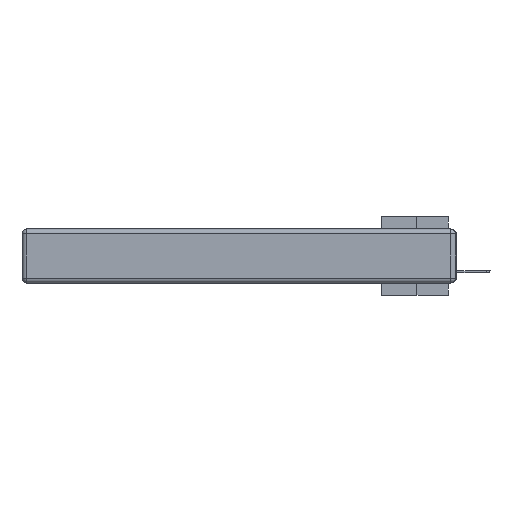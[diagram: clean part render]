
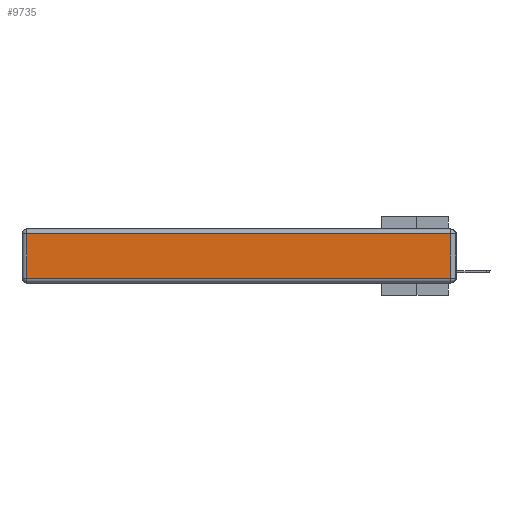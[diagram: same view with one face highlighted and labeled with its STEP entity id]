
A CAD part, left-side view. The second image highlights one B-rep face of the part: STEP entity #9735.
In plain terms, the highlighted planar face has unit normal (-1, 0, 0).
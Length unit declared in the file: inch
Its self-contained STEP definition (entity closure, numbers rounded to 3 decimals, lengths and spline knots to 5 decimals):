
#363 = ORIENTED_EDGE ( 'NONE', *, *, #5773, .T. ) ;
#906 = CARTESIAN_POINT ( 'NONE',  ( 0., 0.03, -0.343 ) ) ;
#1653 = CARTESIAN_POINT ( 'NONE',  ( 0., 2.75, -0.03 ) ) ;
#1731 = VECTOR ( 'NONE', #22286, 39.37008 ) ;
#1974 = LINE ( 'NONE', #10753, #18198 ) ;
#3860 = CARTESIAN_POINT ( 'NONE',  ( 0., 0.03, -0.03 ) ) ;
#5702 = EDGE_LOOP ( 'NONE', ( #363, #28329, #26104, #13823 ) ) ;
#5773 = EDGE_CURVE ( 'NONE', #18902, #26584, #11199, .T. ) ;
#6323 = CARTESIAN_POINT ( 'NONE',  ( 0., 0.03, -0.313 ) ) ;
#6657 = CARTESIAN_POINT ( 'NONE',  ( 0., 2.72, -0.03 ) ) ;
#8790 = DIRECTION ( 'NONE',  ( -1., 0., 0. ) ) ;
#9245 = VECTOR ( 'NONE', #16443, 39.37008 ) ;
#9545 = LINE ( 'NONE', #906, #9245 ) ;
#9735 = ADVANCED_FACE ( 'NONE', ( #15009 ), #17149, .T. ) ;
#10418 = DIRECTION ( 'NONE',  ( 0., 1., 0. ) ) ;
#10619 = VERTEX_POINT ( 'NONE', #3860 ) ;
#10753 = CARTESIAN_POINT ( 'NONE',  ( 0., 2.72, -0.343 ) ) ;
#11042 = EDGE_CURVE ( 'NONE', #27245, #18902, #1974, .T. ) ;
#11199 = LINE ( 'NONE', #19966, #1731 ) ;
#13823 = ORIENTED_EDGE ( 'NONE', *, *, #11042, .T. ) ;
#15009 = FACE_OUTER_BOUND ( 'NONE', #5702, .T. ) ;
#15324 = VECTOR ( 'NONE', #10418, 39.37008 ) ;
#15419 = CARTESIAN_POINT ( 'NONE',  ( 0., 0., -0.343 ) ) ;
#16443 = DIRECTION ( 'NONE',  ( 0., 0., 1. ) ) ;
#17149 = PLANE ( 'NONE',  #27298 ) ;
#18198 = VECTOR ( 'NONE', #27613, 39.37008 ) ;
#18902 = VERTEX_POINT ( 'NONE', #26393 ) ;
#19966 = CARTESIAN_POINT ( 'NONE',  ( 0., 0., -0.313 ) ) ;
#21390 = LINE ( 'NONE', #1653, #15324 ) ;
#21910 = DIRECTION ( 'NONE',  ( 0., 0., 1. ) ) ;
#22286 = DIRECTION ( 'NONE',  ( 0., -1., 0. ) ) ;
#24542 = EDGE_CURVE ( 'NONE', #26584, #10619, #9545, .T. ) ;
#26104 = ORIENTED_EDGE ( 'NONE', *, *, #27792, .T. ) ;
#26393 = CARTESIAN_POINT ( 'NONE',  ( 0., 2.72, -0.313 ) ) ;
#26584 = VERTEX_POINT ( 'NONE', #6323 ) ;
#27245 = VERTEX_POINT ( 'NONE', #6657 ) ;
#27298 = AXIS2_PLACEMENT_3D ( 'NONE', #15419, #8790, #21910 ) ;
#27613 = DIRECTION ( 'NONE',  ( 0., 0., -1. ) ) ;
#27792 = EDGE_CURVE ( 'NONE', #10619, #27245, #21390, .T. ) ;
#28329 = ORIENTED_EDGE ( 'NONE', *, *, #24542, .T. ) ;
